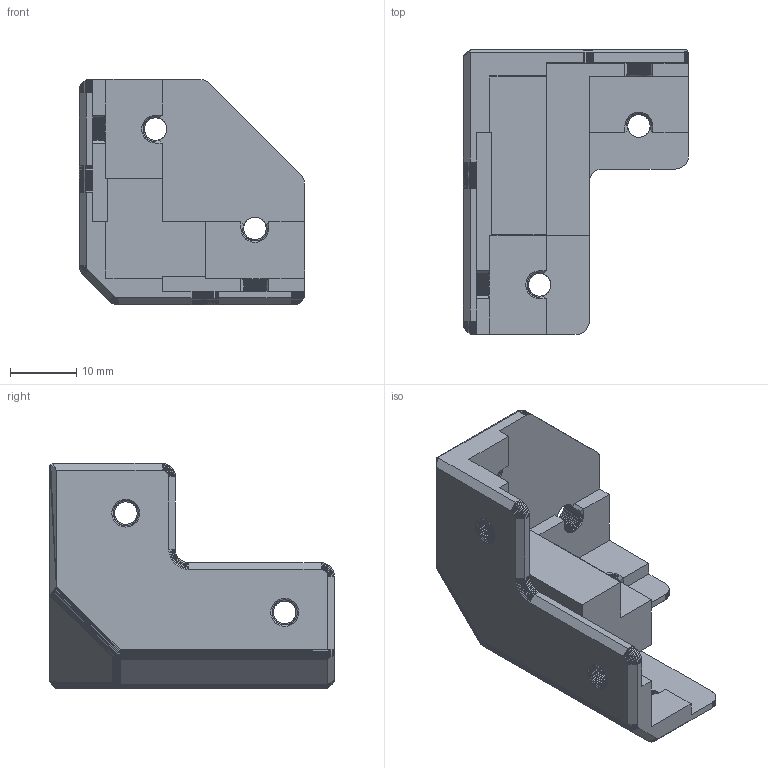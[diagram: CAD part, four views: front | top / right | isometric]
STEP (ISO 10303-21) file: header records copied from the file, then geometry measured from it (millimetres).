
FILE_DESCRIPTION(('FreeCAD Model'),'2;1');
FILE_NAME('./VORON-0/STLs/VORON0.0/V0_Tophat_(beta)/50mm_Extrusion_Tophat_Corner_x4.step','2020-04-30T22:40:45',('FreeCAD'),('FreeCAD'), 'Open CASCADE STEP processor 7.3','FreeCAD','Unknown');
FILE_SCHEMA(('AUTOMOTIVE_DESIGN { 1 0 10303 214 1 1 1 1 }'));
Products named in the file (1): Open CASCADE STEP translator 7.3 1
Bounding box: 34 x 43 x 34 mm (x, y, z)
Surface area: 6498 mm2 (no closed solid volume)
Topology: 0 solids, 1 shells, 3124 faces, 5599 edges, 2471 vertices
Faces by surface type: plane 3124
Entity records: 69157 total; most frequent: DIRECTION 11849, ORIENTED_EDGE 11198, CARTESIAN_POINT 11195, EDGE_CURVE 5599, LINE 5599, VECTOR 5599, FACE_BOUND 3130, EDGE_LOOP 3130
